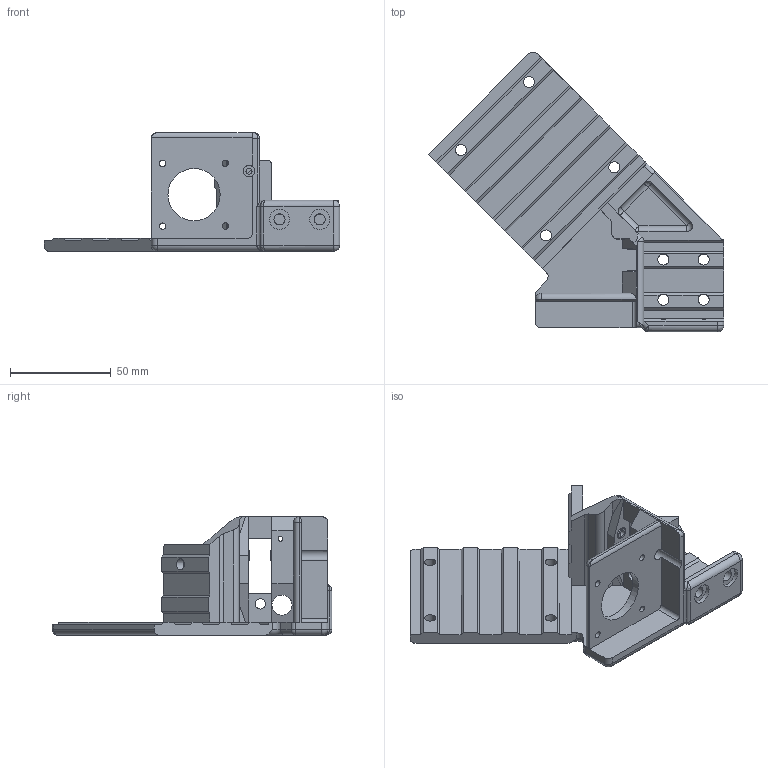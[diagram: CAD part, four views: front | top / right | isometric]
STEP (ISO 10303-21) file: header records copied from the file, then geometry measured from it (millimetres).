
FILE_DESCRIPTION(/* description */ (''),/* implementation_level */ '2;1');
FILE_NAME(/* name */ 'Step''s/1-Stepper_Mount_Right_Squire v8.step',/* time_stamp */ '2019-10-20T17:02:27-04:00',/* author */ (''),/* organization */ (''),/* preprocessor_version */ 'ST-DEVELOPER v18',/* originating_system */ 'Autodesk Translation Framework v8.6.0.1094',/* authorisation */ '');
FILE_SCHEMA (('AUTOMOTIVE_DESIGN { 1 0 10303 214 3 1 1 }'));
Length unit declared in the file: millimetre
Products named in the file (1): 1-Stepper_Mount_Right_Squire
Bounding box: 146.96 x 139.2 x 59 mm (x, y, z)
Volume: 108272 mm3; surface area: 44874.5 mm2
Topology: 1 solids, 1 shells, 201 faces, 525 edges, 331 vertices
Faces by surface type: plane 104, cylinder 76, sphere 12, bspline 5, cone 2, torus 2
Full cylindrical faces by diameter (mm): 2.35 x1, 3 x2, 3.2 x4, 5 x1, 5.1 x1, 5.5 x11, 5.8 x1, 10 x12, 26 x1
Entity records: 6428 total; most frequent: CARTESIAN_POINT 1273, DIRECTION 1079, ORIENTED_EDGE 1042, EDGE_CURVE 521, AXIS2_PLACEMENT_3D 372, LINE 335, VECTOR 335, VERTEX_POINT 331
